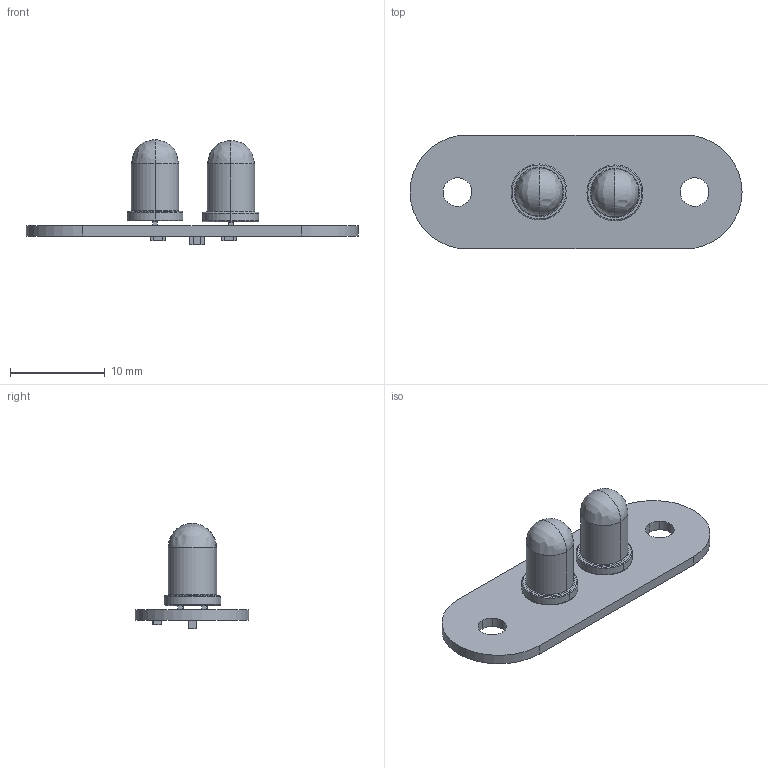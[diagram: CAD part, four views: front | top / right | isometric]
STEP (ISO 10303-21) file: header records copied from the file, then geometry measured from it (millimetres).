
FILE_DESCRIPTION(('Open CASCADE Model'),'2;1');
FILE_NAME('Open CASCADE Shape Model','2024-05-09T22:07:16',('Author'),( 'Open CASCADE'),'Open CASCADE STEP processor 7.5','Open CASCADE 7.5' ,'Unknown');
FILE_SCHEMA(('AUTOMOTIVE_DESIGN { 1 0 10303 214 1 1 1 1 }'));
Length unit declared in the file: millimetre
Products named in the file (6): Open CASCADE STEP translator 7.5 1; Open CASCADE STEP translator 7.5 2; Open CASCADE STEP translator 7.5 3; Open CASCADE STEP translator 7.5 4; Open CASCADE STEP translator 7.5 5; Open CASCADE STEP translator 7.5 6
Bounding box: 35 x 12 x 11.09 mm (x, y, z)
Volume: 453.8 mm3; surface area: 1621.7 mm2
Topology: 6 solids, 8 shells, 330 faces, 828 edges, 520 vertices
Faces by surface type: plane 164, cylinder 124, bspline 32, cone 10
Full cylindrical faces by diameter (mm): 0.7 x4
Entity records: 12471 total; most frequent: CARTESIAN_POINT 2553, DIRECTION 1634, ORIENTED_EDGE 1624, EDGE_CURVE 812, AXIS2_PLACEMENT_3D 557, VERTEX_POINT 520, LINE 520, VECTOR 520
